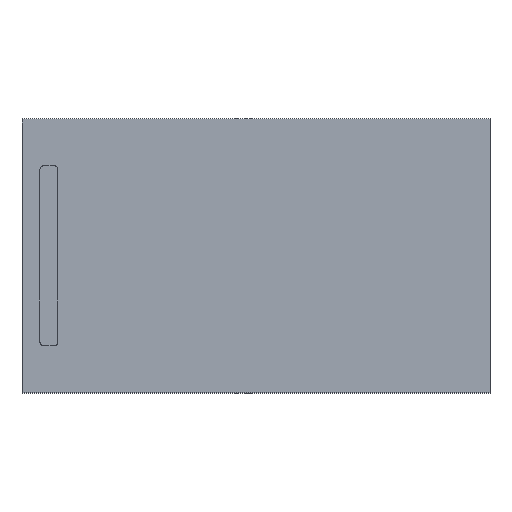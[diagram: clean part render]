
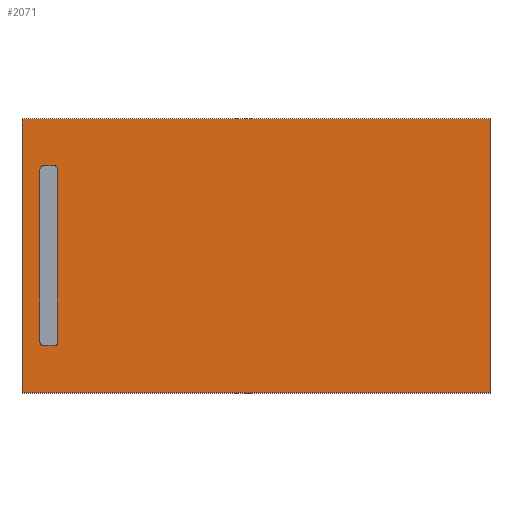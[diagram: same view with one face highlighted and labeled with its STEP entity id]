
A CAD part, top view. The second image highlights one B-rep face of the part: STEP entity #2071.
In plain terms, the highlighted free-form (B-spline) face has degree [1, 1] with [2, 2] control points.
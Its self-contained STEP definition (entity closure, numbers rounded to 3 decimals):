
#1630=CARTESIAN_POINT('',(-6.,-2.4,6.9));
#1631=VERTEX_POINT('',#1630);
#1638=CARTESIAN_POINT('',(-5.9,-2.5,6.9));
#1639=VERTEX_POINT('',#1638);
#1640=CARTESIAN_POINT('',(-5.9,-2.4,6.9));
#1641=DIRECTION('',(0.0,0.0,-1.0));
#1642=DIRECTION('',(-0.707,-0.707,0.0));
#1643=AXIS2_PLACEMENT_3D('',#1640,#1641,#1642);
#1644=CIRCLE('',#1643,0.1);
#1645=EDGE_CURVE('',#1639,#1631,#1644,.T.);
#1670=CARTESIAN_POINT('',(-5.6,-2.5,6.9));
#1671=VERTEX_POINT('',#1670);
#1672=CARTESIAN_POINT('',(-5.6,-2.5,6.9));
#1673=DIRECTION('',(-1.0,0.0,0.0));
#1674=VECTOR('',#1673,0.3);
#1675=LINE('',#1672,#1674);
#1676=EDGE_CURVE('',#1671,#1639,#1675,.T.);
#1702=CARTESIAN_POINT('',(-5.5,-2.4,6.9));
#1703=VERTEX_POINT('',#1702);
#1704=CARTESIAN_POINT('',(-5.6,-2.4,6.9));
#1705=DIRECTION('',(0.0,0.0,-1.0));
#1706=DIRECTION('',(0.707,-0.707,0.0));
#1707=AXIS2_PLACEMENT_3D('',#1704,#1705,#1706);
#1708=CIRCLE('',#1707,0.1);
#1709=EDGE_CURVE('',#1703,#1671,#1708,.T.);
#1734=CARTESIAN_POINT('',(-5.5,2.4,6.9));
#1735=VERTEX_POINT('',#1734);
#1736=CARTESIAN_POINT('',(-5.5,2.4,6.9));
#1737=DIRECTION('',(0.0,-1.0,0.0));
#1738=VECTOR('',#1737,4.8);
#1739=LINE('',#1736,#1738);
#1740=EDGE_CURVE('',#1735,#1703,#1739,.T.);
#1766=CARTESIAN_POINT('',(-5.6,2.5,6.9));
#1767=VERTEX_POINT('',#1766);
#1768=CARTESIAN_POINT('',(-5.6,2.4,6.9));
#1769=DIRECTION('',(0.0,0.0,-1.0));
#1770=DIRECTION('',(0.707,0.707,0.0));
#1771=AXIS2_PLACEMENT_3D('',#1768,#1769,#1770);
#1772=CIRCLE('',#1771,0.1);
#1773=EDGE_CURVE('',#1767,#1735,#1772,.T.);
#1798=CARTESIAN_POINT('',(-5.9,2.5,6.9));
#1799=VERTEX_POINT('',#1798);
#1800=CARTESIAN_POINT('',(-5.9,2.5,6.9));
#1801=DIRECTION('',(1.0,0.0,0.0));
#1802=VECTOR('',#1801,0.3);
#1803=LINE('',#1800,#1802);
#1804=EDGE_CURVE('',#1799,#1767,#1803,.T.);
#1830=CARTESIAN_POINT('',(-6.,2.4,6.9));
#1831=VERTEX_POINT('',#1830);
#1832=CARTESIAN_POINT('',(-5.9,2.4,6.9));
#1833=DIRECTION('',(0.0,0.0,-1.0));
#1834=DIRECTION('',(-0.707,0.707,0.0));
#1835=AXIS2_PLACEMENT_3D('',#1832,#1833,#1834);
#1836=CIRCLE('',#1835,0.1);
#1837=EDGE_CURVE('',#1831,#1799,#1836,.T.);
#1860=CARTESIAN_POINT('',(-6.,-2.4,6.9));
#1861=DIRECTION('',(0.0,1.0,0.0));
#1862=VECTOR('',#1861,4.8);
#1863=LINE('',#1860,#1862);
#1864=EDGE_CURVE('',#1631,#1831,#1863,.T.);
#2022=CARTESIAN_POINT('',(-6.5,-3.8,6.9));
#2023=CARTESIAN_POINT('',(6.5,-3.8,6.9));
#2024=CARTESIAN_POINT('',(-6.5,3.8,6.9));
#2025=CARTESIAN_POINT('',(6.5,3.8,6.9));
#2026=B_SPLINE_SURFACE_WITH_KNOTS('',1,1,((#2022,#2024),(#2023,#2025)),.UNSPECIFIED.,.F.,.F.,.U.,(2,2),(2,2),(0.0,13.0),(0.0,7.6),.UNSPECIFIED.);
#2027=CARTESIAN_POINT('',(6.5,3.8,6.9));
#2028=VERTEX_POINT('',#2027);
#2029=CARTESIAN_POINT('',(6.5,-3.8,6.9));
#2030=VERTEX_POINT('',#2029);
#2031=CARTESIAN_POINT('',(6.5,3.8,6.9));
#2032=DIRECTION('',(0.0,-1.0,0.0));
#2033=VECTOR('',#2032,7.6);
#2034=LINE('',#2031,#2033);
#2035=EDGE_CURVE('',#2028,#2030,#2034,.T.);
#2036=ORIENTED_EDGE('',*,*,#2035,.F.);
#2037=CARTESIAN_POINT('',(-6.5,3.8,6.9));
#2038=VERTEX_POINT('',#2037);
#2039=CARTESIAN_POINT('',(-6.5,3.8,6.9));
#2040=DIRECTION('',(1.0,0.0,0.0));
#2041=VECTOR('',#2040,13.0);
#2042=LINE('',#2039,#2041);
#2043=EDGE_CURVE('',#2038,#2028,#2042,.T.);
#2044=ORIENTED_EDGE('',*,*,#2043,.F.);
#2045=CARTESIAN_POINT('',(-6.5,-3.8,6.9));
#2046=VERTEX_POINT('',#2045);
#2047=CARTESIAN_POINT('',(-6.5,-3.8,6.9));
#2048=DIRECTION('',(0.0,1.0,0.0));
#2049=VECTOR('',#2048,7.6);
#2050=LINE('',#2047,#2049);
#2051=EDGE_CURVE('',#2046,#2038,#2050,.T.);
#2052=ORIENTED_EDGE('',*,*,#2051,.F.);
#2053=CARTESIAN_POINT('',(6.5,-3.8,6.9));
#2054=DIRECTION('',(-1.0,0.0,0.0));
#2055=VECTOR('',#2054,13.0);
#2056=LINE('',#2053,#2055);
#2057=EDGE_CURVE('',#2030,#2046,#2056,.T.);
#2058=ORIENTED_EDGE('',*,*,#2057,.F.);
#2059=EDGE_LOOP('',(#2036,#2044,#2052,#2058));
#2060=FACE_OUTER_BOUND('',#2059,.T.);
#2061=ORIENTED_EDGE('',*,*,#1645,.T.);
#2062=ORIENTED_EDGE('',*,*,#1864,.T.);
#2063=ORIENTED_EDGE('',*,*,#1837,.T.);
#2064=ORIENTED_EDGE('',*,*,#1804,.T.);
#2065=ORIENTED_EDGE('',*,*,#1773,.T.);
#2066=ORIENTED_EDGE('',*,*,#1740,.T.);
#2067=ORIENTED_EDGE('',*,*,#1709,.T.);
#2068=ORIENTED_EDGE('',*,*,#1676,.T.);
#2069=EDGE_LOOP('',(#2061,#2062,#2063,#2064,#2065,#2066,#2067,#2068));
#2070=FACE_BOUND('',#2069,.T.);
#2071=ADVANCED_FACE('',(#2060,#2070),#2026,.T.);
